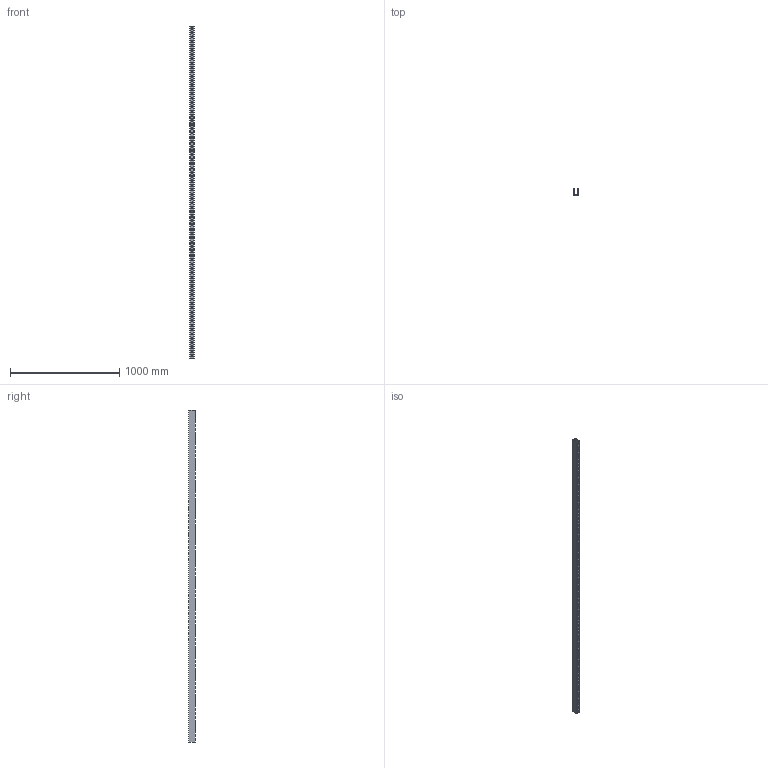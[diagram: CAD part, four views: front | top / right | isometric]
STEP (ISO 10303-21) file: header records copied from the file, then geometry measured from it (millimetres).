
FILE_DESCRIPTION((''),'2;1');
FILE_NAME('150978.stp','2013-01-22T14:05:32',('DMK009'),(''),'Autodesk Inventor 2012','Autodesk Inventor 2012','');
FILE_SCHEMA(('AUTOMOTIVE_DESIGN { 1 0 10303 214 1 1 1 1 }'));
Length unit declared in the file: millimetre
Products named in the file (1): 150978
Bounding box: 41 x 62 x 3040 mm (x, y, z)
Volume: 1306986 mm3; surface area: 1071960.4 mm2
Topology: 1 solids, 1 shells, 244 faces, 678 edges, 436 vertices
Faces by surface type: cylinder 126, plane 118
Full cylindrical faces by diameter (mm): 17 x38
Entity records: 8221 total; most frequent: DIRECTION 1382, CARTESIAN_POINT 1321, ORIENTED_EDGE 1280, EDGE_CURVE 640, AXIS2_PLACEMENT_3D 497, VERTEX_POINT 436, EDGE_LOOP 434, VECTOR 388
